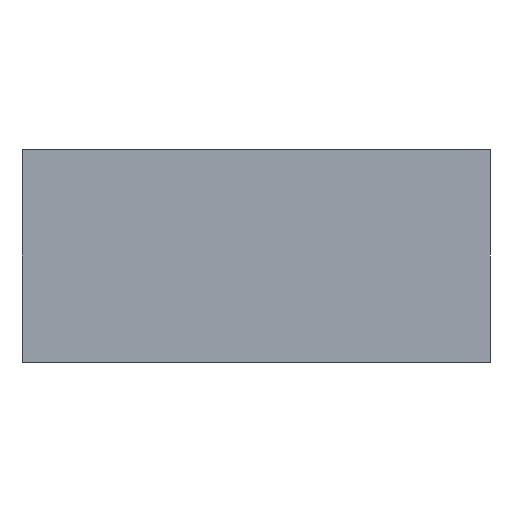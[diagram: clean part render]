
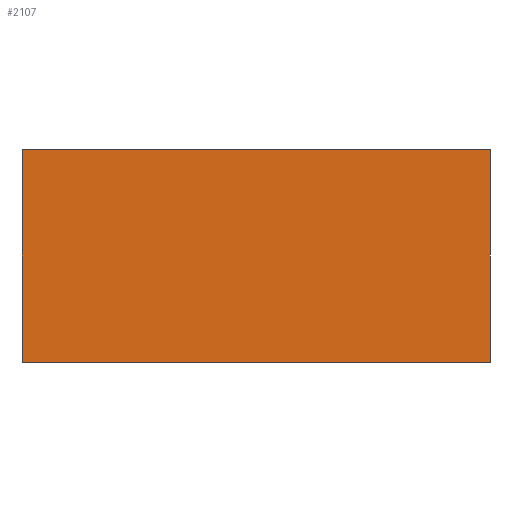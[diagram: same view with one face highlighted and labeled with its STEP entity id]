
A CAD part, front view. The second image highlights one B-rep face of the part: STEP entity #2107.
In plain terms, the highlighted planar face has unit normal (0, -1, 0).
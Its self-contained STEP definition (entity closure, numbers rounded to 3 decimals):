
#50 = CARTESIAN_POINT ( 'NONE',  ( 24.863, -136.081, 8. ) ) ;
#159 = DIRECTION ( 'NONE',  ( 0., 0., 1. ) ) ;
#262 = LINE ( 'NONE', #1578, #1141 ) ;
#344 = EDGE_CURVE ( 'NONE', #977, #1911, #262, .T. ) ;
#527 = VECTOR ( 'NONE', #1768, 1000. ) ;
#595 = PLANE ( 'NONE',  #776 ) ;
#622 = EDGE_CURVE ( 'NONE', #977, #769, #975, .T. ) ;
#652 = ORIENTED_EDGE ( 'NONE', *, *, #622, .F. ) ;
#769 = VERTEX_POINT ( 'NONE', #2075 ) ;
#776 = AXIS2_PLACEMENT_3D ( 'NONE', #2046, #1384, #1745 ) ;
#832 = VECTOR ( 'NONE', #159, 1000. ) ;
#905 = EDGE_CURVE ( 'NONE', #1911, #1118, #1851, .T. ) ;
#975 = LINE ( 'NONE', #1108, #832 ) ;
#977 = VERTEX_POINT ( 'NONE', #1686 ) ;
#1067 = FACE_OUTER_BOUND ( 'NONE', #1149, .T. ) ;
#1108 = CARTESIAN_POINT ( 'NONE',  ( 7.21, -136.081, 8. ) ) ;
#1118 = VERTEX_POINT ( 'NONE', #50 ) ;
#1141 = VECTOR ( 'NONE', #1921, 1000. ) ;
#1149 = EDGE_LOOP ( 'NONE', ( #652, #1237, #1458, #1409 ) ) ;
#1237 = ORIENTED_EDGE ( 'NONE', *, *, #344, .T. ) ;
#1384 = DIRECTION ( 'NONE',  ( 0., 1., 0. ) ) ;
#1409 = ORIENTED_EDGE ( 'NONE', *, *, #1882, .F. ) ;
#1458 = ORIENTED_EDGE ( 'NONE', *, *, #905, .T. ) ;
#1551 = DIRECTION ( 'NONE',  ( 0., 0., 1. ) ) ;
#1578 = CARTESIAN_POINT ( 'NONE',  ( -89.964, -136.081, 0. ) ) ;
#1686 = CARTESIAN_POINT ( 'NONE',  ( 7.21, -136.081, 0. ) ) ;
#1718 = CARTESIAN_POINT ( 'NONE',  ( 24.863, -136.081, 8. ) ) ;
#1745 = DIRECTION ( 'NONE',  ( 0., 0., 1. ) ) ;
#1768 = DIRECTION ( 'NONE',  ( 1., 0., 0. ) ) ;
#1851 = LINE ( 'NONE', #1718, #2082 ) ;
#1882 = EDGE_CURVE ( 'NONE', #769, #1118, #1953, .T. ) ;
#1911 = VERTEX_POINT ( 'NONE', #1944 ) ;
#1921 = DIRECTION ( 'NONE',  ( 1., 0., 0. ) ) ;
#1944 = CARTESIAN_POINT ( 'NONE',  ( 24.863, -136.081, 0. ) ) ;
#1953 = LINE ( 'NONE', #2105, #527 ) ;
#2046 = CARTESIAN_POINT ( 'NONE',  ( -89.964, -136.081, 8. ) ) ;
#2075 = CARTESIAN_POINT ( 'NONE',  ( 7.21, -136.081, 8. ) ) ;
#2082 = VECTOR ( 'NONE', #1551, 1000. ) ;
#2105 = CARTESIAN_POINT ( 'NONE',  ( -89.964, -136.081, 8. ) ) ;
#2107 = ADVANCED_FACE ( 'NONE', ( #1067 ), #595, .F. ) ;
